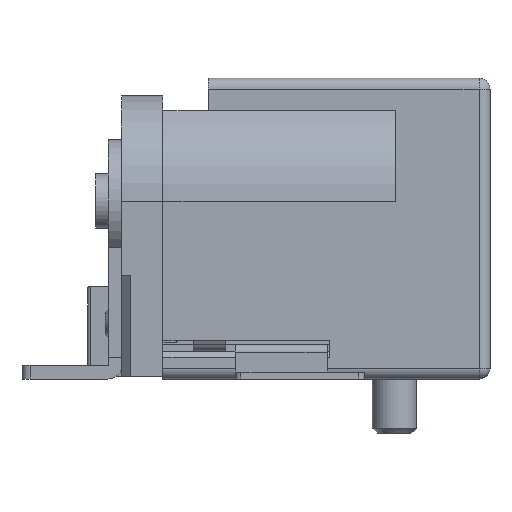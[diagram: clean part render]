
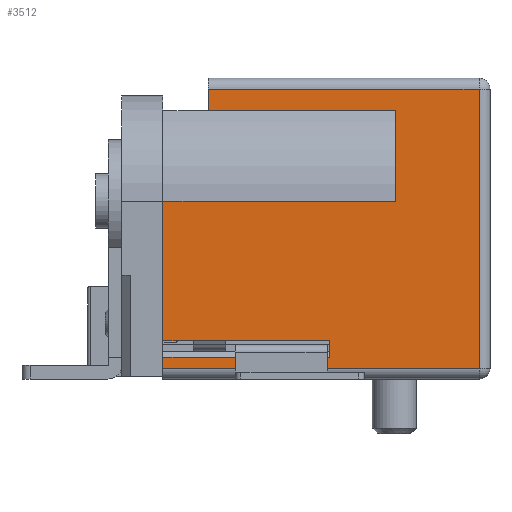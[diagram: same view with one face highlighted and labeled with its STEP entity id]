
A CAD part, left-side view. The second image highlights one B-rep face of the part: STEP entity #3512.
In plain terms, the highlighted planar face has unit normal (-1, 0, 0).
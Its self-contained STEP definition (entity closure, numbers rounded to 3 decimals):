
#128=LINE('',#5174,#518);
#141=LINE('',#5204,#531);
#142=LINE('',#5207,#532);
#143=LINE('',#5209,#533);
#144=LINE('',#5211,#534);
#145=LINE('',#5213,#535);
#146=LINE('',#5215,#536);
#147=LINE('',#5217,#537);
#148=LINE('',#5219,#538);
#149=LINE('',#5221,#539);
#150=LINE('',#5223,#540);
#151=LINE('',#5224,#541);
#518=VECTOR('',#4126,1000.);
#531=VECTOR('',#4145,1000.);
#532=VECTOR('',#4146,1000.);
#533=VECTOR('',#4147,1000.);
#534=VECTOR('',#4148,1000.);
#535=VECTOR('',#4149,1000.);
#536=VECTOR('',#4150,1000.);
#537=VECTOR('',#4151,1000.);
#538=VECTOR('',#4152,1000.);
#539=VECTOR('',#4153,1000.);
#540=VECTOR('',#4154,1000.);
#541=VECTOR('',#4155,1000.);
#924=ORIENTED_EDGE('',*,*,#1934,.T.);
#925=ORIENTED_EDGE('',*,*,#1935,.T.);
#926=ORIENTED_EDGE('',*,*,#1936,.F.);
#927=ORIENTED_EDGE('',*,*,#1937,.T.);
#928=ORIENTED_EDGE('',*,*,#1938,.T.);
#929=ORIENTED_EDGE('',*,*,#1939,.T.);
#930=ORIENTED_EDGE('',*,*,#1940,.T.);
#931=ORIENTED_EDGE('',*,*,#1941,.F.);
#932=ORIENTED_EDGE('',*,*,#1942,.T.);
#933=ORIENTED_EDGE('',*,*,#1943,.T.);
#934=ORIENTED_EDGE('',*,*,#1919,.F.);
#935=ORIENTED_EDGE('',*,*,#1944,.T.);
#1919=EDGE_CURVE('',#2423,#2425,#128,.T.);
#1934=EDGE_CURVE('',#2439,#2440,#141,.T.);
#1935=EDGE_CURVE('',#2440,#2441,#142,.T.);
#1936=EDGE_CURVE('',#2442,#2441,#143,.T.);
#1937=EDGE_CURVE('',#2442,#2443,#144,.F.);
#1938=EDGE_CURVE('',#2443,#2444,#145,.T.);
#1939=EDGE_CURVE('',#2444,#2445,#146,.T.);
#1940=EDGE_CURVE('',#2445,#2446,#147,.T.);
#1941=EDGE_CURVE('',#2447,#2446,#148,.T.);
#1942=EDGE_CURVE('',#2447,#2448,#149,.T.);
#1943=EDGE_CURVE('',#2448,#2425,#150,.T.);
#1944=EDGE_CURVE('',#2423,#2439,#151,.T.);
#2423=VERTEX_POINT('',#5172);
#2425=VERTEX_POINT('',#5175);
#2439=VERTEX_POINT('',#5205);
#2440=VERTEX_POINT('',#5206);
#2441=VERTEX_POINT('',#5208);
#2442=VERTEX_POINT('',#5210);
#2443=VERTEX_POINT('',#5212);
#2444=VERTEX_POINT('',#5214);
#2445=VERTEX_POINT('',#5216);
#2446=VERTEX_POINT('',#5218);
#2447=VERTEX_POINT('',#5220);
#2448=VERTEX_POINT('',#5222);
#2877=EDGE_LOOP('',(#924,#925,#926,#927,#928,#929,#930,#931,#932,#933,#934,
#935));
#3125=FACE_BOUND('',#2877,.T.);
#3373=PLANE('',#3795);
#3512=ADVANCED_FACE('',(#3125),#3373,.T.);
#3795=AXIS2_PLACEMENT_3D('',#5203,#4143,#4144);
#4126=DIRECTION('',(0.,0.,1.));
#4143=DIRECTION('',(-1.,0.,0.));
#4144=DIRECTION('',(0.,0.,1.));
#4145=DIRECTION('',(0.,0.,-1.));
#4146=DIRECTION('',(0.,1.,0.));
#4147=DIRECTION('',(0.,0.,1.));
#4148=DIRECTION('',(0.,1.,0.));
#4149=DIRECTION('',(0.,0.,1.));
#4150=DIRECTION('',(0.,1.,0.));
#4151=DIRECTION('',(0.,0.,-1.));
#4152=DIRECTION('',(0.,1.,0.));
#4153=DIRECTION('',(0.,0.,-1.));
#4154=DIRECTION('',(0.,1.,0.));
#4155=DIRECTION('',(0.,-1.,0.));
#5172=CARTESIAN_POINT('',(-4.5,5.975,-4.1));
#5174=CARTESIAN_POINT('',(-4.5,5.975,-5.5));
#5175=CARTESIAN_POINT('',(-4.5,5.975,1.));
#5203=CARTESIAN_POINT('',(-4.5,-5.975,-5.5));
#5204=CARTESIAN_POINT('',(-4.5,-0.125,-4.1));
#5205=CARTESIAN_POINT('',(-4.5,-0.125,-4.1));
#5206=CARTESIAN_POINT('',(-4.5,-0.125,-4.7));
#5207=CARTESIAN_POINT('',(-4.5,5.975,-4.7));
#5208=CARTESIAN_POINT('',(-4.5,5.975,-4.7));
#5209=CARTESIAN_POINT('',(-4.5,5.975,-5.5));
#5210=CARTESIAN_POINT('',(-4.5,5.975,-5.1));
#5211=CARTESIAN_POINT('',(-4.5,-5.975,-5.1));
#5212=CARTESIAN_POINT('',(-4.5,-5.575,-5.1));
#5213=CARTESIAN_POINT('',(-4.5,-5.575,5.5));
#5214=CARTESIAN_POINT('',(-4.5,-5.575,5.1));
#5215=CARTESIAN_POINT('',(-4.5,-5.975,5.1));
#5216=CARTESIAN_POINT('',(-4.5,4.325,5.1));
#5217=CARTESIAN_POINT('',(-4.5,4.325,5.5));
#5218=CARTESIAN_POINT('',(-4.5,4.325,4.3));
#5219=CARTESIAN_POINT('',(-4.5,-2.525,4.3));
#5220=CARTESIAN_POINT('',(-4.5,-2.525,4.3));
#5221=CARTESIAN_POINT('',(-4.5,-2.525,4.3));
#5222=CARTESIAN_POINT('',(-4.5,-2.525,1.));
#5223=CARTESIAN_POINT('',(-4.5,-2.525,1.));
#5224=CARTESIAN_POINT('',(-4.5,5.975,-4.1));
